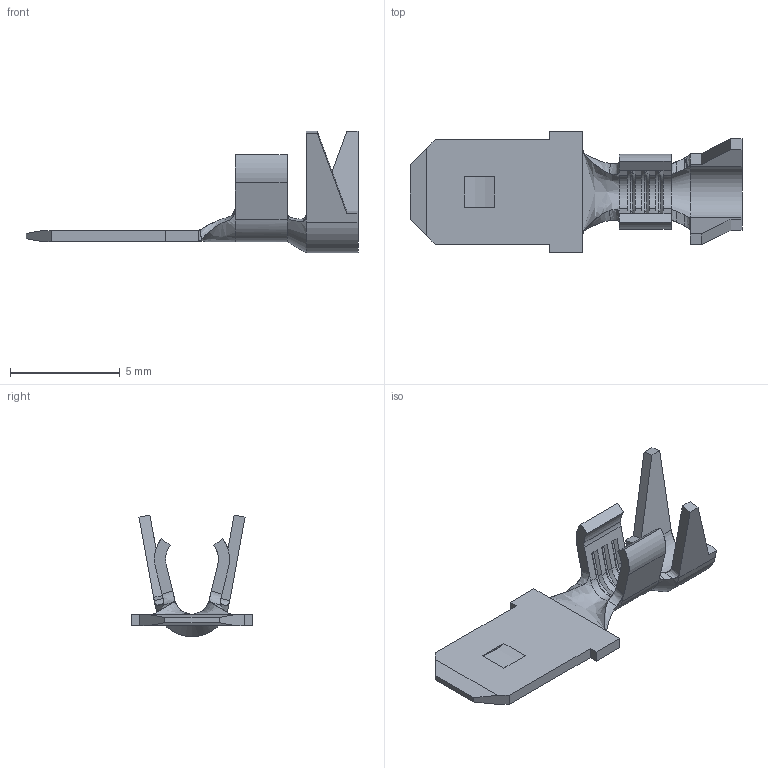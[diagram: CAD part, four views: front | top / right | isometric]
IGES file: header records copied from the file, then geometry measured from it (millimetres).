
Start section: SolidWorks IGES file using analytic representation for surfaces
Global section: file name: 07948.IGS; native system: SolidWorks 2014; preprocessor: SolidWorks 2014; author: sjohnson; date: 150129.082406; units: inch
Bounding box: 15.11 x 5.54 x 5.54 mm (x, y, z)
Surface area: 207 mm2 (no closed solid volume)
Topology: 0 solids, 0 shells, 143 faces, 890 edges, 890 vertices
Faces by surface type: bspline 118, revolution 25
